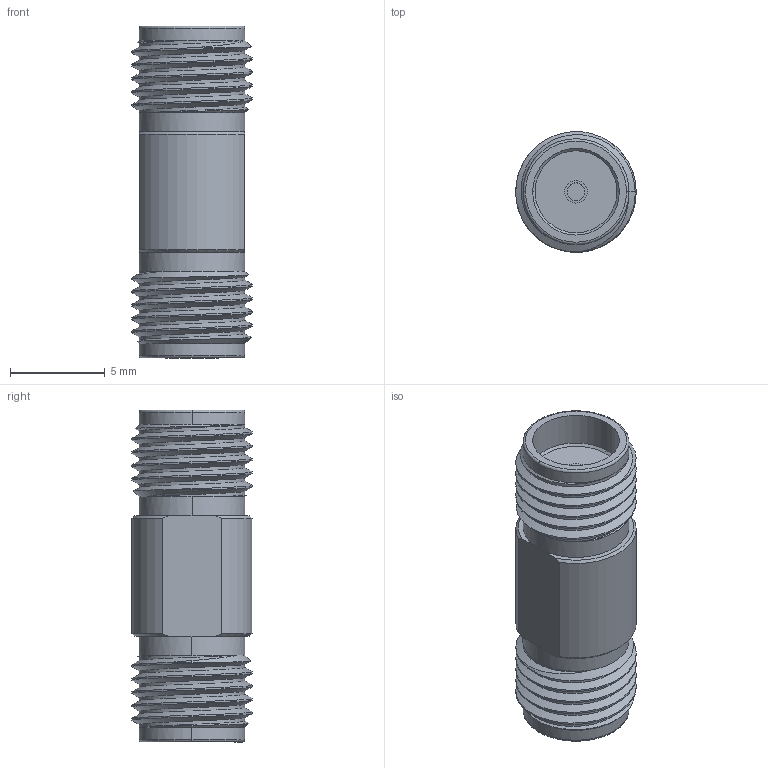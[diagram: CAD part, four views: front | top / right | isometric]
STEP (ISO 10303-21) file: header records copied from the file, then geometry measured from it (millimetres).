
FILE_DESCRIPTION (( 'STEP AP203' ), '1' );
FILE_NAME ('SM4981.step', '2019-02-14T21:29:59', ( '' ), ( '' ), 'SwSTEP 2.0', 'SolidWorks 2017', '' );
FILE_SCHEMA (( 'CONFIG_CONTROL_DESIGN' ));
Length unit declared in the file: inch
Products named in the file (1): SM4981
Bounding box: 6.35 x 6.35 x 17.5 mm (x, y, z)
Volume: 417.3 mm3; surface area: 543.8 mm2
Topology: 1 solids, 1 shells, 90 faces, 216 edges, 134 vertices
Faces by surface type: cylinder 42, cone 20, plane 18, bspline 6, torus 4
Entity records: 4803 total; most frequent: CARTESIAN_POINT 2813, ORIENTED_EDGE 432, DIRECTION 368, EDGE_CURVE 216, AXIS2_PLACEMENT_3D 151, VERTEX_POINT 134, EDGE_LOOP 96, ADVANCED_FACE 90
